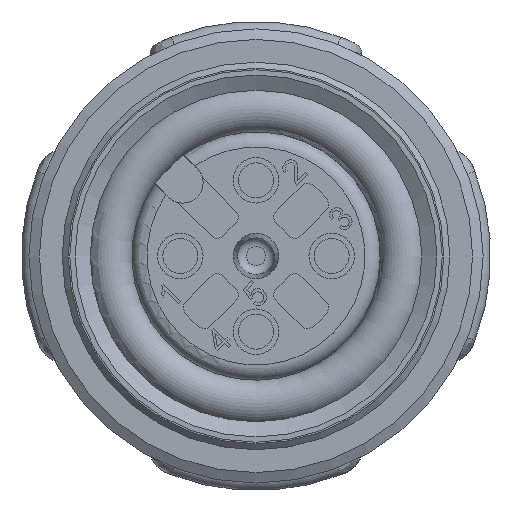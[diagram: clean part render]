
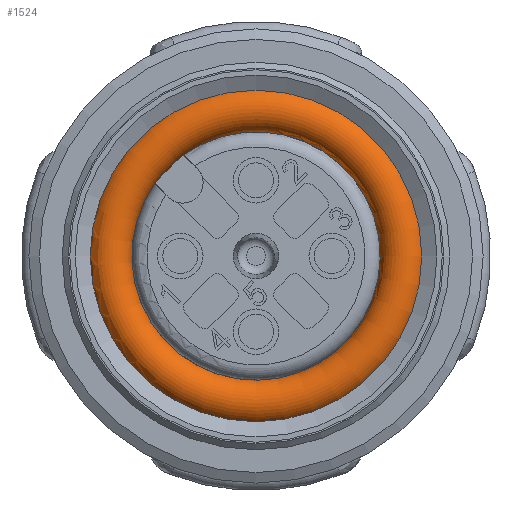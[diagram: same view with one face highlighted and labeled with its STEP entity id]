
A CAD part, left-side view. The second image highlights one B-rep face of the part: STEP entity #1524.
In plain terms, the highlighted toroidal (fillet/blend) face has major radius 4.845 mm and minor radius 0.75 mm.
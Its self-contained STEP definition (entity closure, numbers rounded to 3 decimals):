
#100=TOROIDAL_SURFACE('',#6104,4.845,0.75);
#854=B_SPLINE_CURVE_WITH_KNOTS('',3,(#11172,#11173,#11174,#11175,#11176,
#11177),.UNSPECIFIED.,.F.,.F.,(4,2,4),(0.,0.444,1.),
 .UNSPECIFIED.);
#857=B_SPLINE_CURVE_WITH_KNOTS('',3,(#11194,#11195,#11196,#11197,#11198,
#11199),.UNSPECIFIED.,.F.,.F.,(4,2,4),(0.,0.41,1.),
 .UNSPECIFIED.);
#1173=FACE_BOUND('',#2357,.T.);
#1174=FACE_BOUND('',#2358,.T.);
#1175=FACE_BOUND('',#2359,.T.);
#1524=ADVANCED_FACE('',(#1173,#1174,#1175),#100,.T.);
#2357=EDGE_LOOP('',(#3882));
#2358=EDGE_LOOP('',(#3883));
#2359=EDGE_LOOP('',(#3884,#3885,#3886,#3887));
#3882=ORIENTED_EDGE('',*,*,#5277,.T.);
#3883=ORIENTED_EDGE('',*,*,#5086,.F.);
#3884=ORIENTED_EDGE('',*,*,#4966,.F.);
#3885=ORIENTED_EDGE('',*,*,#4979,.T.);
#3886=ORIENTED_EDGE('',*,*,#4970,.F.);
#3887=ORIENTED_EDGE('',*,*,#4973,.T.);
#4285=VERTEX_POINT('',#11156);
#4286=VERTEX_POINT('',#11158);
#4289=VERTEX_POINT('',#11165);
#4290=VERTEX_POINT('',#11167);
#4396=VERTEX_POINT('',#11571);
#4493=VERTEX_POINT('',#12298);
#4966=EDGE_CURVE('',#4285,#4286,#5519,.T.);
#4970=EDGE_CURVE('',#4289,#4290,#5521,.T.);
#4973=EDGE_CURVE('',#4289,#4286,#854,.T.);
#4979=EDGE_CURVE('',#4285,#4290,#857,.T.);
#5086=EDGE_CURVE('',#4396,#4396,#5552,.T.);
#5277=EDGE_CURVE('',#4493,#4493,#5574,.T.);
#5519=CIRCLE('',#5945,4.1);
#5521=CIRCLE('',#5948,4.1);
#5552=CIRCLE('',#5987,4.723);
#5574=CIRCLE('',#6103,5.475);
#5945=AXIS2_PLACEMENT_3D('',#11157,#6971,#6972);
#5948=AXIS2_PLACEMENT_3D('',#11166,#6979,#6980);
#5987=AXIS2_PLACEMENT_3D('',#11570,#7104,#7105);
#6103=AXIS2_PLACEMENT_3D('',#12297,#7449,#7450);
#6104=AXIS2_PLACEMENT_3D('',#12299,#7451,#7452);
#6971=DIRECTION('',(1.,0.,0.));
#6972=DIRECTION('',(0.,0.,1.));
#6979=DIRECTION('',(-1.,0.,0.));
#6980=DIRECTION('',(0.,0.,-1.));
#7104=DIRECTION('',(-1.,0.,0.));
#7105=DIRECTION('',(0.,0.,-1.));
#7449=DIRECTION('',(-1.,0.,0.));
#7450=DIRECTION('',(0.,0.,-1.));
#7451=DIRECTION('',(1.,0.,0.));
#7452=DIRECTION('',(0.,0.,1.));
#11156=CARTESIAN_POINT('',(34.997,2.382,3.337));
#11157=CARTESIAN_POINT('',(34.997,0.,0.));
#11158=CARTESIAN_POINT('',(34.997,3.337,2.382));
#11165=CARTESIAN_POINT('',(34.825,3.337,2.382));
#11166=CARTESIAN_POINT('',(34.825,0.,0.));
#11167=CARTESIAN_POINT('',(34.825,2.382,3.337));
#11172=CARTESIAN_POINT('',(34.825,3.337,2.382));
#11173=CARTESIAN_POINT('',(34.85,3.335,2.38));
#11174=CARTESIAN_POINT('',(34.876,3.334,2.379));
#11175=CARTESIAN_POINT('',(34.933,3.333,2.378));
#11176=CARTESIAN_POINT('',(34.966,3.334,2.38));
#11177=CARTESIAN_POINT('',(34.997,3.337,2.382));
#11194=CARTESIAN_POINT('',(34.997,2.382,3.337));
#11195=CARTESIAN_POINT('',(34.974,2.38,3.335));
#11196=CARTESIAN_POINT('',(34.95,2.379,3.334));
#11197=CARTESIAN_POINT('',(34.892,2.378,3.333));
#11198=CARTESIAN_POINT('',(34.858,2.379,3.334));
#11199=CARTESIAN_POINT('',(34.825,2.382,3.337));
#11570=CARTESIAN_POINT('',(35.651,0.,0.));
#11571=CARTESIAN_POINT('',(35.651,0.,-4.723));
#12297=CARTESIAN_POINT('',(34.504,0.,0.));
#12298=CARTESIAN_POINT('',(34.504,0.,-5.475));
#12299=CARTESIAN_POINT('',(34.911,0.,0.));
